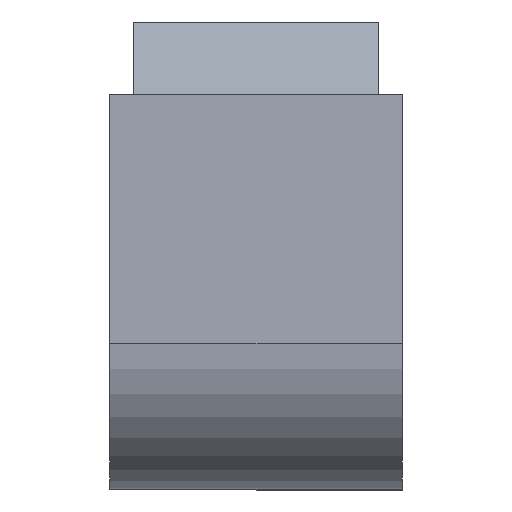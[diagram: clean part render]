
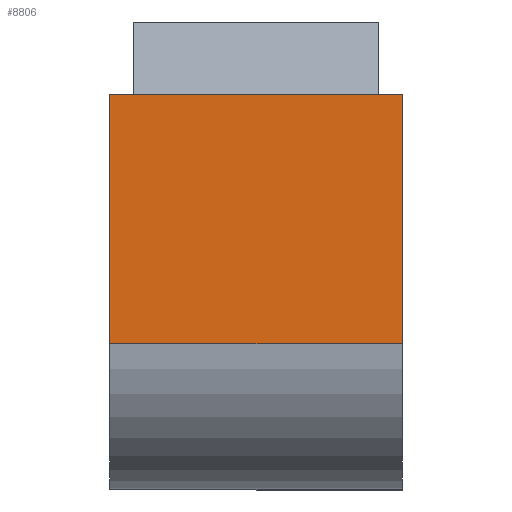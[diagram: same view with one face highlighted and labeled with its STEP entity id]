
A CAD part, left-side view. The second image highlights one B-rep face of the part: STEP entity #8806.
In plain terms, the highlighted planar face has unit normal (-1, 0, 0).
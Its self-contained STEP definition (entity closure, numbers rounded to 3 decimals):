
#712=FACE_OUTER_BOUND('',#1166,.T.);
#1166=EDGE_LOOP('',(#7080,#7081,#7082,#7083));
#1544=LINE('',#12621,#2554);
#2125=LINE('',#13891,#3135);
#2132=LINE('',#13904,#3142);
#2133=LINE('',#13905,#3143);
#2554=VECTOR('',#10321,10.);
#3135=VECTOR('',#11452,10.);
#3142=VECTOR('',#11467,10.);
#3143=VECTOR('',#11468,10.);
#3564=VERTEX_POINT('',#12619);
#3565=VERTEX_POINT('',#12620);
#3978=VERTEX_POINT('',#13888);
#3979=VERTEX_POINT('',#13890);
#4478=EDGE_CURVE('',#3564,#3565,#1544,.T.);
#5099=EDGE_CURVE('',#3979,#3978,#2125,.T.);
#5106=EDGE_CURVE('',#3564,#3978,#2132,.T.);
#5107=EDGE_CURVE('',#3979,#3565,#2133,.T.);
#7080=ORIENTED_EDGE('',*,*,#5106,.F.);
#7081=ORIENTED_EDGE('',*,*,#4478,.T.);
#7082=ORIENTED_EDGE('',*,*,#5107,.F.);
#7083=ORIENTED_EDGE('',*,*,#5099,.T.);
#7959=PLANE('',#9409);
#8806=ADVANCED_FACE('',(#712),#7959,.T.);
#9409=AXIS2_PLACEMENT_3D('',#13903,#11465,#11466);
#10321=DIRECTION('',(0.,-1.,0.));
#11452=DIRECTION('',(0.,1.,0.));
#11465=DIRECTION('center_axis',(-1.,0.,0.));
#11466=DIRECTION('ref_axis',(0.,0.,1.));
#11467=DIRECTION('',(0.,0.,1.));
#11468=DIRECTION('',(0.,0.,-1.));
#12619=CARTESIAN_POINT('',(-51.093,24.955,4.592));
#12620=CARTESIAN_POINT('',(-51.093,14.955,4.592));
#12621=CARTESIAN_POINT('',(-51.093,19.955,4.592));
#13888=CARTESIAN_POINT('',(-51.093,24.955,13.092));
#13890=CARTESIAN_POINT('',(-51.093,14.955,13.092));
#13891=CARTESIAN_POINT('',(-51.093,19.955,13.092));
#13903=CARTESIAN_POINT('Origin',(-51.093,19.955,4.592));
#13904=CARTESIAN_POINT('',(-51.093,24.955,4.592));
#13905=CARTESIAN_POINT('',(-51.093,14.955,9.592));
